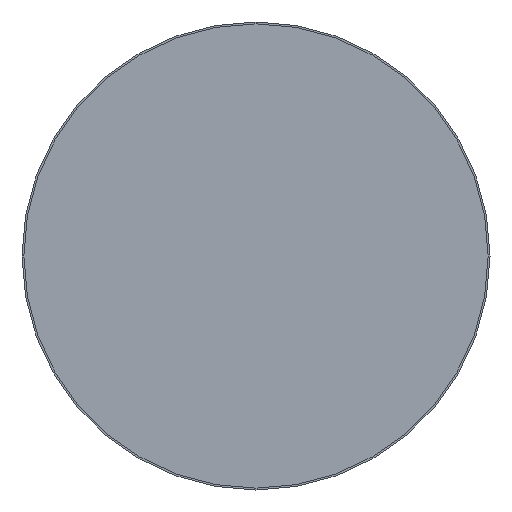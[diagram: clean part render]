
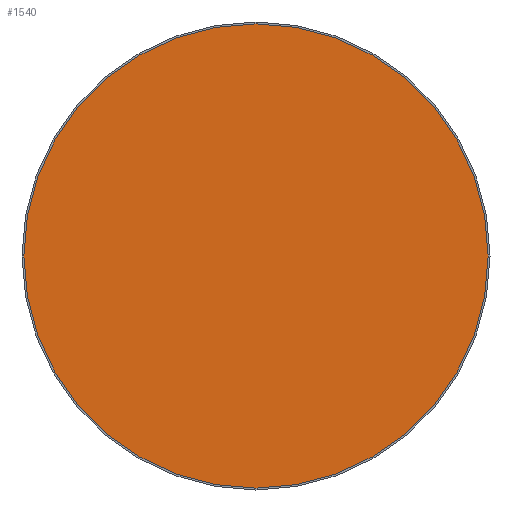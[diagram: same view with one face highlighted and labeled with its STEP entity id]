
A CAD part, front view. The second image highlights one B-rep face of the part: STEP entity #1540.
In plain terms, the highlighted planar face has unit normal (0, -1, 0).
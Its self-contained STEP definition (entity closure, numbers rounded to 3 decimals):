
#51 = ORIENTED_EDGE ( 'NONE', *, *, #262, .T. ) ;
#72 = DIRECTION ( 'NONE',  ( 0., -1., 0. ) ) ;
#225 = CARTESIAN_POINT ( 'NONE',  ( 0., 0., 0. ) ) ;
#262 = EDGE_CURVE ( 'NONE', #841, #1490, #328, .T. ) ;
#316 = CARTESIAN_POINT ( 'NONE',  ( 0., 0., 0. ) ) ;
#328 = CIRCLE ( 'NONE', #1394, 24.8 ) ;
#337 = EDGE_LOOP ( 'NONE', ( #51, #1032 ) ) ;
#491 = DIRECTION ( 'NONE',  ( -1., 0., 0. ) ) ;
#585 = CARTESIAN_POINT ( 'NONE',  ( 0., 0., 0. ) ) ;
#841 = VERTEX_POINT ( 'NONE', #1723 ) ;
#852 = DIRECTION ( 'NONE',  ( 0., -1., 0. ) ) ;
#884 = PLANE ( 'NONE',  #1674 ) ;
#1032 = ORIENTED_EDGE ( 'NONE', *, *, #1327, .T. ) ;
#1221 = AXIS2_PLACEMENT_3D ( 'NONE', #585, #72, #1377 ) ;
#1255 = DIRECTION ( 'NONE',  ( 1., 0., 0. ) ) ;
#1287 = DIRECTION ( 'NONE',  ( 0., 1., 0. ) ) ;
#1327 = EDGE_CURVE ( 'NONE', #1490, #841, #1342, .T. ) ;
#1342 = CIRCLE ( 'NONE', #1221, 24.8 ) ;
#1377 = DIRECTION ( 'NONE',  ( 1., 0., 0. ) ) ;
#1394 = AXIS2_PLACEMENT_3D ( 'NONE', #316, #852, #1255 ) ;
#1417 = CARTESIAN_POINT ( 'NONE',  ( -24.8, 0., 0. ) ) ;
#1490 = VERTEX_POINT ( 'NONE', #1417 ) ;
#1540 = ADVANCED_FACE ( 'NONE', ( #1693 ), #884, .F. ) ;
#1674 = AXIS2_PLACEMENT_3D ( 'NONE', #225, #1287, #491 ) ;
#1693 = FACE_OUTER_BOUND ( 'NONE', #337, .T. ) ;
#1723 = CARTESIAN_POINT ( 'NONE',  ( 24.8, 0., 0. ) ) ;
